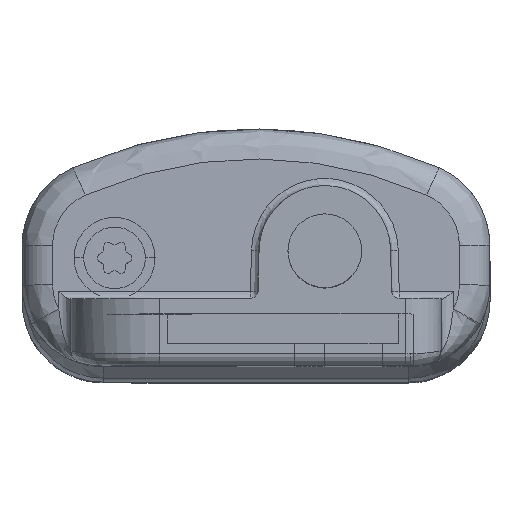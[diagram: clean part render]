
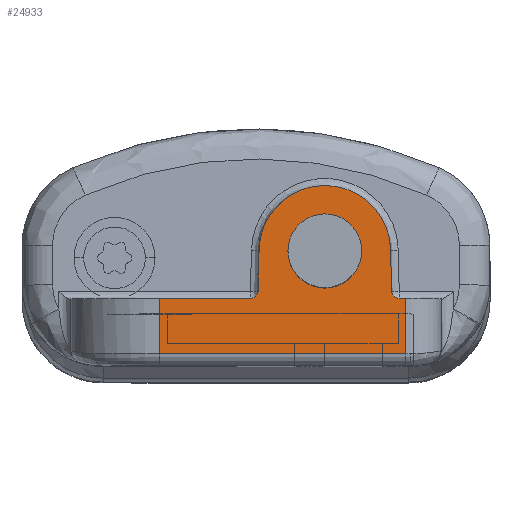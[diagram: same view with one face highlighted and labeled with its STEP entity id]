
A CAD part, top view. The second image highlights one B-rep face of the part: STEP entity #24933.
In plain terms, the highlighted planar face has unit normal (0, 0, 1).
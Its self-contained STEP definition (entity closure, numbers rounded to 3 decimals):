
#22214=CARTESIAN_POINT('',(4.5,5.5,36.8));
#22215=DIRECTION('',(0.,0.,-1.));
#22216=DIRECTION('',(1.,0.,0.));
#22217=AXIS2_PLACEMENT_3D('',#22214,#22215,#22216);
#22219=CARTESIAN_POINT('',(4.5,5.5,36.8));
#22220=DIRECTION('',(0.,0.,-1.));
#22221=DIRECTION('',(-1.,0.,0.));
#22222=AXIS2_PLACEMENT_3D('',#22219,#22220,#22221);
#22224=DIRECTION('',(0.,-1.,0.));
#22225=VECTOR('',#22224,3.6);
#22226=CARTESIAN_POINT('',(-6.3,2.4,36.8));
#22227=LINE('',#22226,#22225);
#22228=DIRECTION('',(-1.,0.,0.));
#22229=VECTOR('',#22228,5.936);
#22230=CARTESIAN_POINT('',(-0.364,2.4,36.8));
#22231=LINE('',#22230,#22229);
#22232=DIRECTION('',(-0.024,-1.,0.));
#22233=VECTOR('',#22232,2.716);
#22234=CARTESIAN_POINT('',(0.201,5.604,36.8));
#22235=LINE('',#22234,#22233);
#22236=CARTESIAN_POINT('',(4.5,5.5,36.8));
#22237=DIRECTION('',(0.,0.,1.));
#22238=DIRECTION('',(1.,0.024,0.));
#22239=AXIS2_PLACEMENT_3D('',#22236,#22237,#22238);
#22241=DIRECTION('',(-0.024,1.,0.));
#22242=VECTOR('',#22241,2.716);
#22243=CARTESIAN_POINT('',(8.864,2.888,36.8));
#22244=LINE('',#22243,#22242);
#22245=DIRECTION('',(-1.,0.,0.));
#22246=VECTOR('',#22245,0.436);
#22247=CARTESIAN_POINT('',(9.8,2.4,36.8));
#22248=LINE('',#22247,#22246);
#22249=DIRECTION('',(0.,1.,0.));
#22250=VECTOR('',#22249,3.6);
#22251=CARTESIAN_POINT('',(9.8,-1.2,36.8));
#22252=LINE('',#22251,#22250);
#22253=DIRECTION('',(1.,0.,0.));
#22254=VECTOR('',#22253,16.1);
#22255=CARTESIAN_POINT('',(-6.3,-1.2,36.8));
#22256=LINE('',#22255,#22254);
#23060=CARTESIAN_POINT('',(9.364,2.9,36.8));
#23061=DIRECTION('',(0.,0.,-1.));
#23062=DIRECTION('',(0.,-1.,0.));
#23063=AXIS2_PLACEMENT_3D('',#23060,#23061,#23062);
#23148=CARTESIAN_POINT('',(-0.364,2.9,36.8));
#23149=DIRECTION('',(0.,0.,-1.));
#23150=DIRECTION('',(1.,-0.024,0.));
#23151=AXIS2_PLACEMENT_3D('',#23148,#23149,#23150);
#24161=CARTESIAN_POINT('',(6.91,5.5,36.8));
#24162=CARTESIAN_POINT('',(2.09,5.5,36.8));
#24163=VERTEX_POINT('',#24161);
#24164=VERTEX_POINT('',#24162);
#24165=CARTESIAN_POINT('',(8.799,5.604,36.8));
#24166=CARTESIAN_POINT('',(0.201,5.604,36.8));
#24167=VERTEX_POINT('',#24165);
#24168=VERTEX_POINT('',#24166);
#24170=CARTESIAN_POINT('',(-6.3,2.4,36.8));
#24172=VERTEX_POINT('',#24170);
#24173=CARTESIAN_POINT('',(9.8,2.4,36.8));
#24175=VERTEX_POINT('',#24173);
#24177=CARTESIAN_POINT('',(-6.3,-1.2,36.8));
#24178=VERTEX_POINT('',#24177);
#24179=CARTESIAN_POINT('',(9.8,-1.2,36.8));
#24181=VERTEX_POINT('',#24179);
#24397=CARTESIAN_POINT('',(0.136,2.888,36.8));
#24398=VERTEX_POINT('',#24397);
#24399=CARTESIAN_POINT('',(8.864,2.888,36.8));
#24400=VERTEX_POINT('',#24399);
#24597=CARTESIAN_POINT('',(-0.364,2.4,36.8));
#24598=VERTEX_POINT('',#24597);
#24599=CARTESIAN_POINT('',(9.364,2.4,36.8));
#24600=VERTEX_POINT('',#24599);
#24902=CARTESIAN_POINT('',(0.,0.,36.8));
#24903=DIRECTION('',(0.,0.,1.));
#24904=DIRECTION('',(1.,0.,0.));
#24905=AXIS2_PLACEMENT_3D('',#24902,#24903,#24904);
#24906=PLANE('',#24905);
#24908=ORIENTED_EDGE('',*,*,#24907,.F.);
#24910=ORIENTED_EDGE('',*,*,#24909,.F.);
#24912=ORIENTED_EDGE('',*,*,#24911,.F.);
#24914=ORIENTED_EDGE('',*,*,#24913,.F.);
#24916=ORIENTED_EDGE('',*,*,#24915,.F.);
#24918=ORIENTED_EDGE('',*,*,#24917,.F.);
#24920=ORIENTED_EDGE('',*,*,#24919,.F.);
#24922=ORIENTED_EDGE('',*,*,#24921,.F.);
#24924=ORIENTED_EDGE('',*,*,#24923,.F.);
#24926=ORIENTED_EDGE('',*,*,#24925,.F.);
#24927=EDGE_LOOP('',(#24908,#24910,#24912,#24914,#24916,#24918,#24920,#24922,
#24924,#24926));
#24928=FACE_OUTER_BOUND('',#24927,.F.);
#24929=ORIENTED_EDGE('',*,*,#24884,.F.);
#24930=ORIENTED_EDGE('',*,*,#24897,.F.);
#24931=EDGE_LOOP('',(#24929,#24930));
#24932=FACE_BOUND('',#24931,.F.);
#24933=ADVANCED_FACE('',(#24928,#24932),#24906,.T.);
#22218=CIRCLE('',#22217,2.41);
#22223=CIRCLE('',#22222,2.41);
#22240=CIRCLE('',#22239,4.3);
#23064=CIRCLE('',#23063,0.5);
#23152=CIRCLE('',#23151,0.5);
#24884=EDGE_CURVE('',#24163,#24164,#22218,.T.);
#24897=EDGE_CURVE('',#24164,#24163,#22223,.T.);
#24907=EDGE_CURVE('',#24172,#24178,#22227,.T.);
#24909=EDGE_CURVE('',#24598,#24172,#22231,.T.);
#24911=EDGE_CURVE('',#24398,#24598,#23152,.T.);
#24913=EDGE_CURVE('',#24168,#24398,#22235,.T.);
#24915=EDGE_CURVE('',#24167,#24168,#22240,.T.);
#24917=EDGE_CURVE('',#24400,#24167,#22244,.T.);
#24919=EDGE_CURVE('',#24600,#24400,#23064,.T.);
#24921=EDGE_CURVE('',#24175,#24600,#22248,.T.);
#24923=EDGE_CURVE('',#24181,#24175,#22252,.T.);
#24925=EDGE_CURVE('',#24178,#24181,#22256,.T.);
